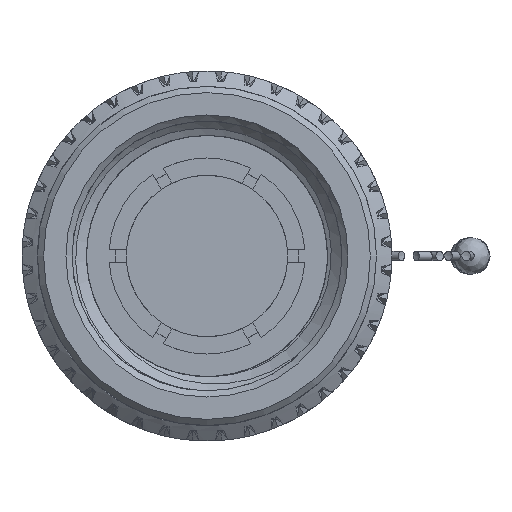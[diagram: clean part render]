
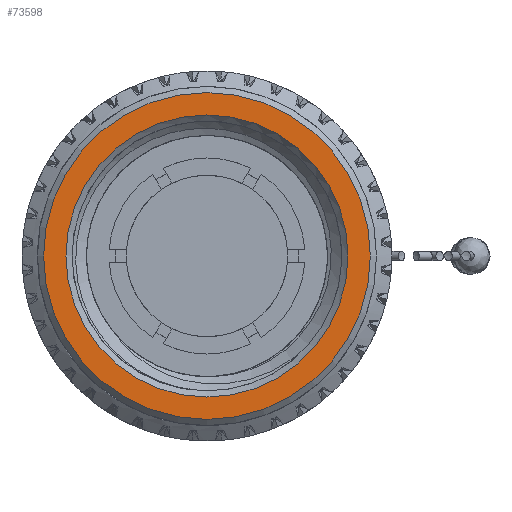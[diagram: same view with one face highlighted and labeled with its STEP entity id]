
A CAD part, left-side view. The second image highlights one B-rep face of the part: STEP entity #73598.
In plain terms, the highlighted planar face has unit normal (-1, 0, 0).
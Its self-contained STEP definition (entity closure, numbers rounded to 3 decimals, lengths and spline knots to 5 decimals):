
#2854 = DIRECTION ( 'NONE',  ( 1., 0., 0. ) ) ;
#5246 = CIRCLE ( 'NONE', #83130, 0.265 ) ;
#6200 = CARTESIAN_POINT ( 'NONE',  ( 0., 0.22875, 0. ) ) ;
#7537 = DIRECTION ( 'NONE',  ( 1., 0., 0. ) ) ;
#20660 = CARTESIAN_POINT ( 'NONE',  ( 0., 0.265, 0. ) ) ;
#22832 = VERTEX_POINT ( 'NONE', #6200 ) ;
#22980 = ORIENTED_EDGE ( 'NONE', *, *, #64755, .T. ) ;
#28259 = EDGE_LOOP ( 'NONE', ( #95592 ) ) ;
#29944 = CIRCLE ( 'NONE', #56485, 0.22875 ) ;
#31449 = DIRECTION ( 'NONE',  ( 0., 1., 0. ) ) ;
#31936 = DIRECTION ( 'NONE',  ( 0., 1., 0. ) ) ;
#33070 = DIRECTION ( 'NONE',  ( -1., 0., 0. ) ) ;
#40232 = PLANE ( 'NONE',  #47117 ) ;
#41821 = EDGE_CURVE ( 'NONE', #47716, #47716, #5246, .T. ) ;
#47117 = AXIS2_PLACEMENT_3D ( 'NONE', #107936, #7537, #31936 ) ;
#47410 = FACE_OUTER_BOUND ( 'NONE', #28259, .T. ) ;
#47716 = VERTEX_POINT ( 'NONE', #20660 ) ;
#56485 = AXIS2_PLACEMENT_3D ( 'NONE', #95485, #2854, #62172 ) ;
#62172 = DIRECTION ( 'NONE',  ( 0., 1., 0. ) ) ;
#64755 = EDGE_CURVE ( 'NONE', #22832, #22832, #29944, .T. ) ;
#73598 = ADVANCED_FACE ( 'NONE', ( #47410, #106830 ), #40232, .F. ) ;
#74679 = CARTESIAN_POINT ( 'NONE',  ( 0., 0., 0. ) ) ;
#83130 = AXIS2_PLACEMENT_3D ( 'NONE', #74679, #33070, #31449 ) ;
#95485 = CARTESIAN_POINT ( 'NONE',  ( 0., 0., 0. ) ) ;
#95592 = ORIENTED_EDGE ( 'NONE', *, *, #41821, .T. ) ;
#106830 = FACE_BOUND ( 'NONE', #107794, .T. ) ;
#107794 = EDGE_LOOP ( 'NONE', ( #22980 ) ) ;
#107936 = CARTESIAN_POINT ( 'NONE',  ( 0., 0.275, 0. ) ) ;
